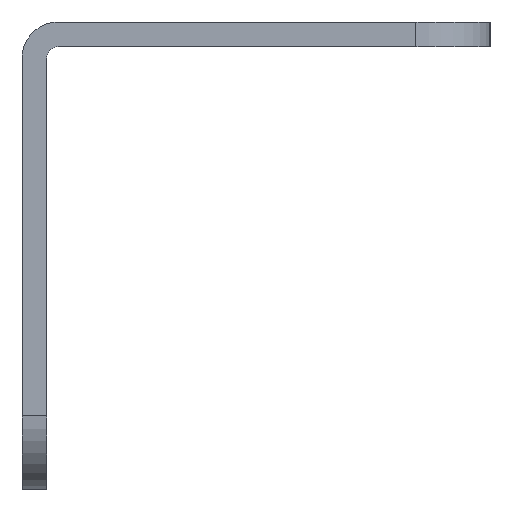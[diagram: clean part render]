
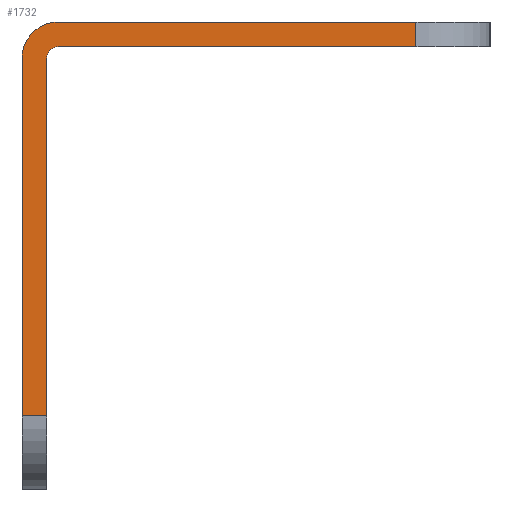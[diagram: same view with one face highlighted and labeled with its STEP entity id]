
A CAD part, left-side view. The second image highlights one B-rep face of the part: STEP entity #1732.
In plain terms, the highlighted planar face has unit normal (-1, 0, 0).
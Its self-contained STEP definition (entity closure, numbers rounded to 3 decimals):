
#334=FACE_OUTER_BOUND('',#426,.T.);
#426=EDGE_LOOP('',(#1347,#1348,#1349,#1350,#1351,#1352,#1353,#1354));
#753=CIRCLE('',#1829,0.74);
#754=CIRCLE('',#1830,2.34);
#925=LINE('',#2652,#949);
#926=LINE('',#2654,#950);
#927=LINE('',#2658,#951);
#928=LINE('',#2660,#952);
#929=LINE('',#2662,#953);
#930=LINE('',#2665,#954);
#949=VECTOR('',#2101,1.6);
#950=VECTOR('',#2102,23.16);
#951=VECTOR('',#2105,23.16);
#952=VECTOR('',#2106,1.6);
#953=VECTOR('',#2107,23.16);
#954=VECTOR('',#2110,23.16);
#975=VERTEX_POINT('',#2650);
#976=VERTEX_POINT('',#2651);
#977=VERTEX_POINT('',#2653);
#978=VERTEX_POINT('',#2655);
#979=VERTEX_POINT('',#2657);
#980=VERTEX_POINT('',#2659);
#981=VERTEX_POINT('',#2661);
#982=VERTEX_POINT('',#2663);
#1155=EDGE_CURVE('',#975,#976,#925,.T.);
#1156=EDGE_CURVE('',#977,#976,#926,.T.);
#1157=EDGE_CURVE('',#977,#978,#753,.T.);
#1158=EDGE_CURVE('',#979,#978,#927,.T.);
#1159=EDGE_CURVE('',#979,#980,#928,.T.);
#1160=EDGE_CURVE('',#981,#980,#929,.T.);
#1161=EDGE_CURVE('',#981,#982,#754,.T.);
#1162=EDGE_CURVE('',#975,#982,#930,.T.);
#1347=ORIENTED_EDGE('',*,*,#1155,.T.);
#1348=ORIENTED_EDGE('',*,*,#1156,.F.);
#1349=ORIENTED_EDGE('',*,*,#1157,.T.);
#1350=ORIENTED_EDGE('',*,*,#1158,.F.);
#1351=ORIENTED_EDGE('',*,*,#1159,.T.);
#1352=ORIENTED_EDGE('',*,*,#1160,.F.);
#1353=ORIENTED_EDGE('',*,*,#1161,.T.);
#1354=ORIENTED_EDGE('',*,*,#1162,.F.);
#1724=PLANE('',#1828);
#1732=ADVANCED_FACE('',(#334),#1724,.F.);
#1828=AXIS2_PLACEMENT_3D('',#2649,#2099,#2100);
#1829=AXIS2_PLACEMENT_3D('',#2656,#2103,#2104);
#1830=AXIS2_PLACEMENT_3D('',#2664,#2108,#2109);
#2099=DIRECTION('center_axis',(1.,0.,0.));
#2100=DIRECTION('ref_axis',(0.,0.,-1.));
#2101=DIRECTION('',(0.,-1.,0.));
#2102=DIRECTION('',(0.,0.,-1.));
#2103=DIRECTION('center_axis',(1.,0.,0.));
#2104=DIRECTION('ref_axis',(0.,1.,0.));
#2105=DIRECTION('',(0.,1.,0.));
#2106=DIRECTION('',(0.,0.,1.));
#2107=DIRECTION('',(0.,-1.,0.));
#2108=DIRECTION('center_axis',(-1.,0.,0.));
#2109=DIRECTION('ref_axis',(0.,0.,1.));
#2110=DIRECTION('',(0.,0.,1.));
#2649=CARTESIAN_POINT('Origin',(-104.,0.,0.));
#2650=CARTESIAN_POINT('',(-104.,0.,-25.5));
#2651=CARTESIAN_POINT('',(-104.,-1.6,-25.5));
#2652=CARTESIAN_POINT('',(-104.,0.,-25.5));
#2653=CARTESIAN_POINT('',(-104.,-1.6,-2.34));
#2654=CARTESIAN_POINT('',(-104.,-1.6,-2.34));
#2655=CARTESIAN_POINT('',(-104.,-2.34,-1.6));
#2656=CARTESIAN_POINT('Origin',(-104.,-2.34,-2.34));
#2657=CARTESIAN_POINT('',(-104.,-25.5,-1.6));
#2658=CARTESIAN_POINT('',(-104.,-25.5,-1.6));
#2659=CARTESIAN_POINT('',(-104.,-25.5,0.));
#2660=CARTESIAN_POINT('',(-104.,-25.5,-1.6));
#2661=CARTESIAN_POINT('',(-104.,-2.34,0.));
#2662=CARTESIAN_POINT('',(-104.,-2.34,0.));
#2663=CARTESIAN_POINT('',(-104.,0.,-2.34));
#2664=CARTESIAN_POINT('Origin',(-104.,-2.34,-2.34));
#2665=CARTESIAN_POINT('',(-104.,0.,-25.5));
